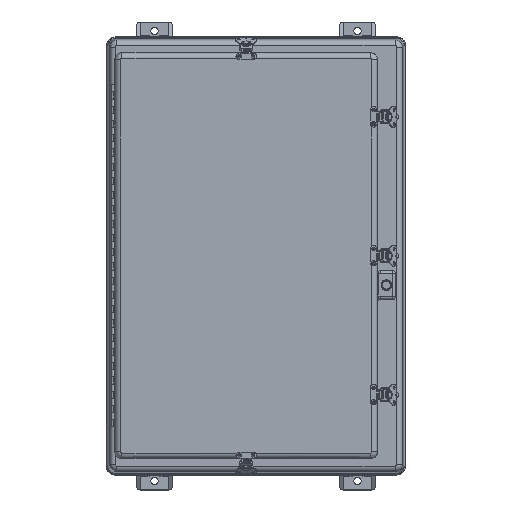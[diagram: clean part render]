
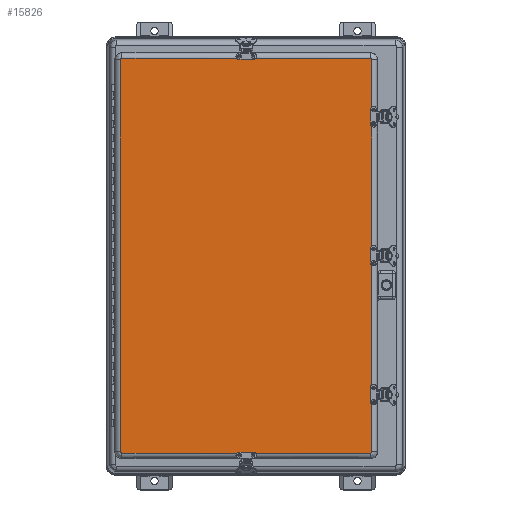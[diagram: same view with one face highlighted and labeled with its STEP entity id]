
A CAD part, top view. The second image highlights one B-rep face of the part: STEP entity #15826.
In plain terms, the highlighted planar face has unit normal (0, 0, 1).
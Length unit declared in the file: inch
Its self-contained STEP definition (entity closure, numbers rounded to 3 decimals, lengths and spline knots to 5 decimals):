
#674=PLANE($,#17131);
#1384=LINE($,#29623,#2612);
#1386=LINE($,#29628,#2614);
#1387=LINE($,#29661,#2615);
#1390=LINE($,#29668,#2618);
#2612=VECTOR($,#20129,17.4375);
#2614=VECTOR($,#20135,27.5);
#2615=VECTOR($,#20152,27.5);
#2618=VECTOR($,#20159,17.4375);
#4246=FACE_OUTER_BOUND($,#5298,.T.);
#5298=EDGE_LOOP($,(#12487,#12488,#12489,#12490,#12491,#12492,#12493,#12494));
#6372=CIRCLE($,#17108,0.10404);
#6378=CIRCLE($,#17116,0.10404);
#6382=CIRCLE($,#17120,0.10404);
#6386=CIRCLE($,#17126,0.10404);
#7469=VERTEX_POINT($,#29613);
#7470=VERTEX_POINT($,#29615);
#7472=VERTEX_POINT($,#29621);
#7473=VERTEX_POINT($,#29626);
#7475=VERTEX_POINT($,#29639);
#7476=VERTEX_POINT($,#29652);
#7479=VERTEX_POINT($,#29659);
#7480=VERTEX_POINT($,#29664);
#9290=EDGE_CURVE($,#7469,#7470,#6372,.T.);
#9294=EDGE_CURVE($,#7472,#7469,#1384,.T.);
#9297=EDGE_CURVE($,#7470,#7473,#1386,.T.);
#9299=EDGE_CURVE($,#7475,#7472,#6378,.T.);
#9303=EDGE_CURVE($,#7473,#7476,#6382,.T.);
#9305=EDGE_CURVE($,#7479,#7475,#1387,.T.);
#9309=EDGE_CURVE($,#7476,#7480,#1390,.T.);
#9311=EDGE_CURVE($,#7480,#7479,#6386,.T.);
#12487=ORIENTED_EDGE($,*,*,#9290,.F.);
#12488=ORIENTED_EDGE($,*,*,#9294,.F.);
#12489=ORIENTED_EDGE($,*,*,#9299,.F.);
#12490=ORIENTED_EDGE($,*,*,#9305,.F.);
#12491=ORIENTED_EDGE($,*,*,#9311,.F.);
#12492=ORIENTED_EDGE($,*,*,#9309,.F.);
#12493=ORIENTED_EDGE($,*,*,#9303,.F.);
#12494=ORIENTED_EDGE($,*,*,#9297,.F.);
#15826=ADVANCED_FACE($,(#4246),#674,.T.);
#17108=AXIS2_PLACEMENT_3D($,#29616,#20119,#20120);
#17116=AXIS2_PLACEMENT_3D($,#29641,#20138,#20139);
#17120=AXIS2_PLACEMENT_3D($,#29656,#20146,#20147);
#17126=AXIS2_PLACEMENT_3D($,#29679,#20162,#20163);
#17131=AXIS2_PLACEMENT_3D($,#29688,#20176,#20177);
#20119=DIRECTION('center_axis',(0.,0.,-1.));
#20120=DIRECTION('ref_axis',(0.707,0.707,0.));
#20129=DIRECTION($,(1.,0.,0.));
#20135=DIRECTION($,(0.,-1.,0.));
#20138=DIRECTION('center_axis',(0.,0.,-1.));
#20139=DIRECTION('ref_axis',(-0.707,0.707,0.));
#20146=DIRECTION('center_axis',(0.,0.,-1.));
#20147=DIRECTION('ref_axis',(0.707,-0.707,0.));
#20152=DIRECTION($,(0.,1.,0.));
#20159=DIRECTION($,(-1.,0.,0.));
#20162=DIRECTION('center_axis',(0.,0.,-1.));
#20163=DIRECTION('ref_axis',(-0.707,-0.707,0.));
#20176=DIRECTION('center_axis',(0.,0.,1.));
#20177=DIRECTION('ref_axis',(1.,0.,0.));
#29613=CARTESIAN_POINT('',(8.71875,13.85404,0.96875));
#29615=CARTESIAN_POINT('',(8.82279,13.75,0.96875));
#29616=CARTESIAN_POINT('Origin',(8.71875,13.75,0.96875));
#29621=CARTESIAN_POINT('',(-8.71875,13.85404,0.96875));
#29623=CARTESIAN_POINT($,(-8.71875,13.85404,0.96875));
#29626=CARTESIAN_POINT('',(8.82279,-13.75,0.96875));
#29628=CARTESIAN_POINT($,(8.82279,13.75,0.96875));
#29639=CARTESIAN_POINT('',(-8.82279,13.75,0.96875));
#29641=CARTESIAN_POINT('Origin',(-8.71875,13.75,0.96875));
#29652=CARTESIAN_POINT('',(8.71875,-13.85404,0.96875));
#29656=CARTESIAN_POINT('Origin',(8.71875,-13.75,0.96875));
#29659=CARTESIAN_POINT('',(-8.82279,-13.75,0.96875));
#29661=CARTESIAN_POINT($,(-8.82279,-13.75,0.96875));
#29664=CARTESIAN_POINT('',(-8.71875,-13.85404,0.96875));
#29668=CARTESIAN_POINT($,(8.71875,-13.85404,0.96875));
#29679=CARTESIAN_POINT('Origin',(-8.71875,-13.75,0.96875));
#29688=CARTESIAN_POINT('Origin',(0.,0.,0.96875));
